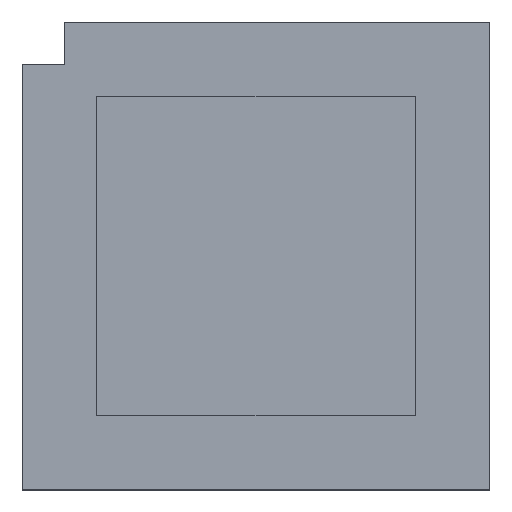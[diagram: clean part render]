
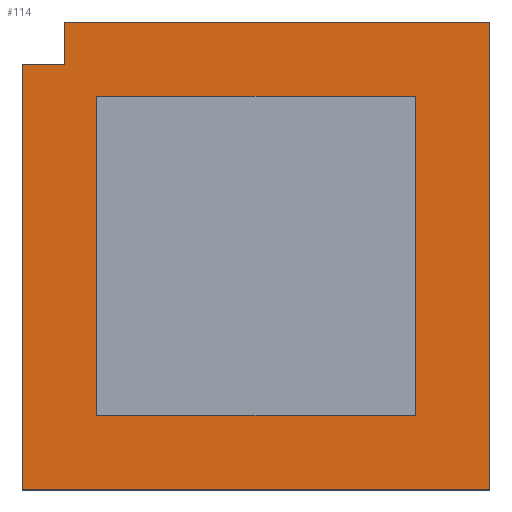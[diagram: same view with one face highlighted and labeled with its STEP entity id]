
A CAD part, top view. The second image highlights one B-rep face of the part: STEP entity #114.
In plain terms, the highlighted planar face has unit normal (0, 0, 1).
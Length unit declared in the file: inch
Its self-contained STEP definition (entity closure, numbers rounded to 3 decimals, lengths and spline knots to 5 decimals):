
#25=CARTESIAN_POINT('',(-0.18,0.18,0.1));
#26=DIRECTION('',(0.,1.,0.));
#27=VECTOR('',#26,1.);
#28=LINE('',#25,#27);
#29=EDGE_CURVE('',#31,#33,#28,.T.);
#30=CARTESIAN_POINT('',(-0.18,0.18,0.1));
#31=VERTEX_POINT('',#30);
#32=CARTESIAN_POINT('',(-0.18,0.22,0.1));
#33=VERTEX_POINT('',#32);
#34=ORIENTED_EDGE('',*,*,#29,.F.);
#35=CARTESIAN_POINT('',(-0.22,0.18,0.1));
#36=DIRECTION('',(1.,0.,0.));
#37=VECTOR('',#36,1.);
#38=LINE('',#35,#37);
#39=EDGE_CURVE('',#41,#31,#38,.T.);
#40=CARTESIAN_POINT('',(-0.22,0.18,0.1));
#41=VERTEX_POINT('',#40);
#42=ORIENTED_EDGE('',*,*,#39,.F.);
#43=CARTESIAN_POINT('',(-0.22,0.,0.1));
#44=DIRECTION('',(0.,1.,0.));
#45=VECTOR('',#44,1.);
#46=LINE('',#43,#45);
#47=EDGE_CURVE('',#49,#41,#46,.T.);
#48=CARTESIAN_POINT('',(-0.22,-0.22,0.1));
#49=VERTEX_POINT('',#48);
#50=ORIENTED_EDGE('',*,*,#47,.F.);
#51=CARTESIAN_POINT('',(0.,-0.22,0.1));
#52=DIRECTION('',(-1.,0.,0.));
#53=VECTOR('',#52,1.);
#54=LINE('',#51,#53);
#55=EDGE_CURVE('',#57,#49,#54,.T.);
#56=CARTESIAN_POINT('',(0.22,-0.22,0.1));
#57=VERTEX_POINT('',#56);
#58=ORIENTED_EDGE('',*,*,#55,.F.);
#59=CARTESIAN_POINT('',(0.22,0.,0.1));
#60=DIRECTION('',(0.,-1.,0.));
#61=VECTOR('',#60,1.);
#62=LINE('',#59,#61);
#63=EDGE_CURVE('',#65,#57,#62,.T.);
#64=CARTESIAN_POINT('',(0.22,0.22,0.1));
#65=VERTEX_POINT('',#64);
#66=ORIENTED_EDGE('',*,*,#63,.F.);
#67=CARTESIAN_POINT('',(0.,0.22,0.1));
#68=DIRECTION('',(1.,0.,0.));
#69=VECTOR('',#68,1.);
#70=LINE('',#67,#69);
#71=EDGE_CURVE('',#33,#65,#70,.T.);
#72=ORIENTED_EDGE('',*,*,#71,.F.);
#73=EDGE_LOOP('',(#34,#42,#50,#58,#66,#72));
#74=FACE_BOUND('',#73,.T.);
#75=CARTESIAN_POINT('',(-0.15,-0.15,0.1));
#76=DIRECTION('',(1.,0.,0.));
#77=VECTOR('',#76,1.);
#78=LINE('',#75,#77);
#79=EDGE_CURVE('',#81,#83,#78,.T.);
#80=CARTESIAN_POINT('',(-0.15,-0.15,0.1));
#81=VERTEX_POINT('',#80);
#82=CARTESIAN_POINT('',(0.15,-0.15,0.1));
#83=VERTEX_POINT('',#82);
#84=ORIENTED_EDGE('',*,*,#79,.F.);
#85=CARTESIAN_POINT('',(-0.15,-0.15,0.1));
#86=DIRECTION('',(0.,1.,0.));
#87=VECTOR('',#86,1.);
#88=LINE('',#85,#87);
#89=EDGE_CURVE('',#81,#91,#88,.T.);
#90=CARTESIAN_POINT('',(-0.15,0.15,0.1));
#91=VERTEX_POINT('',#90);
#92=ORIENTED_EDGE('',*,*,#89,.T.);
#93=CARTESIAN_POINT('',(-0.15,0.15,0.1));
#94=DIRECTION('',(1.,0.,0.));
#95=VECTOR('',#94,1.);
#96=LINE('',#93,#95);
#97=EDGE_CURVE('',#91,#99,#96,.T.);
#98=CARTESIAN_POINT('',(0.15,0.15,0.1));
#99=VERTEX_POINT('',#98);
#100=ORIENTED_EDGE('',*,*,#97,.T.);
#101=CARTESIAN_POINT('',(0.15,-0.15,0.1));
#102=DIRECTION('',(0.,1.,0.));
#103=VECTOR('',#102,1.);
#104=LINE('',#101,#103);
#105=EDGE_CURVE('',#83,#99,#104,.T.);
#106=ORIENTED_EDGE('',*,*,#105,.F.);
#107=EDGE_LOOP('',(#84,#92,#100,#106));
#108=FACE_BOUND('',#107,.T.);
#109=CARTESIAN_POINT('',(0.,0.,0.1));
#110=DIRECTION('',(0.,0.,1.));
#111=DIRECTION('',(1.,0.,0.));
#112=AXIS2_PLACEMENT_3D('',#109,#110,#111);
#113=PLANE('',#112);
#114=ADVANCED_FACE('',(#74,#108),#113,.T.);
